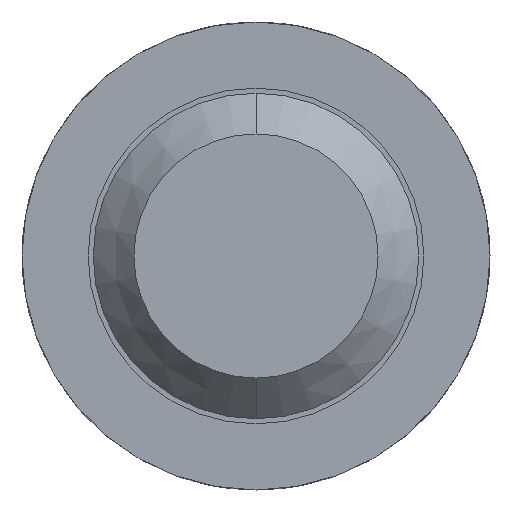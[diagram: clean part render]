
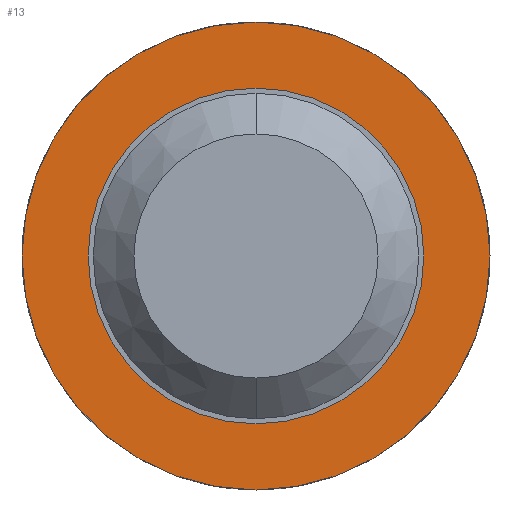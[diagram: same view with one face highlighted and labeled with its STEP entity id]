
A CAD part, front view. The second image highlights one B-rep face of the part: STEP entity #13.
In plain terms, the highlighted planar face has unit normal (0, -1, 0).
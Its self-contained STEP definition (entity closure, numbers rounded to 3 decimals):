
#13 = ADVANCED_FACE ( 'Defeature ausgef�hrt4_48', ( #1188, #2801 ), #1127, .F. ) ;
#30 = DIRECTION ( 'NONE',  ( 0., 0., 1. ) ) ;
#97 = DIRECTION ( 'NONE',  ( 0., 1., 0. ) ) ;
#222 = ORIENTED_EDGE ( 'NONE', *, *, #2352, .F. ) ;
#224 = VERTEX_POINT ( 'NONE', #2342 ) ;
#400 = EDGE_CURVE ( 'Defeature ausgef�hrt4_44+Defeature ausgef�hrt4_48+Defeature ausgef�hrt4_48+Defeature ausgef�hrt4_48', #224, #1788, #1871, .T. ) ;
#441 = ORIENTED_EDGE ( 'NONE', *, *, #2211, .T. ) ;
#447 = ORIENTED_EDGE ( 'NONE', *, *, #3161, .T. ) ;
#674 = CIRCLE ( 'NONE', #1537, 0.825 ) ;
#774 = DIRECTION ( 'NONE',  ( 0., 1., 0. ) ) ;
#798 = VERTEX_POINT ( 'NONE', #2566 ) ;
#984 = EDGE_LOOP ( 'NONE', ( #222, #1209 ) ) ;
#1125 = CARTESIAN_POINT ( 'NONE',  ( 0., -1.5, 0. ) ) ;
#1127 = PLANE ( 'NONE',  #3087 ) ;
#1142 = CARTESIAN_POINT ( 'NONE',  ( 0.825, -1.5, 0. ) ) ;
#1188 = FACE_OUTER_BOUND ( 'NONE', #984, .T. ) ;
#1209 = ORIENTED_EDGE ( 'NONE', *, *, #400, .F. ) ;
#1483 = DIRECTION ( 'NONE',  ( 0., 0., 1. ) ) ;
#1492 = DIRECTION ( 'NONE',  ( 0., 0., 1. ) ) ;
#1537 = AXIS2_PLACEMENT_3D ( 'NONE', #2635, #97, #1483 ) ;
#1709 = EDGE_LOOP ( 'NONE', ( #441, #447 ) ) ;
#1788 = VERTEX_POINT ( 'NONE', #4364 ) ;
#1871 = CIRCLE ( 'NONE', #4551, 1.15 ) ;
#1917 = DIRECTION ( 'NONE',  ( 0., 1., 0. ) ) ;
#2090 = CIRCLE ( 'NONE', #3003, 1.15 ) ;
#2183 = DIRECTION ( 'NONE',  ( 0., 1., 0. ) ) ;
#2211 = EDGE_CURVE ( 'Defeature ausgef�hrt4_48+Defeature ausgef�hrt4_47+Defeature ausgef�hrt4_47+Defeature ausgef�hrt4_47', #798, #2216, #674, .T. ) ;
#2216 = VERTEX_POINT ( 'NONE', #3632 ) ;
#2342 = CARTESIAN_POINT ( 'NONE',  ( 0., -1.5, -1.15 ) ) ;
#2352 = EDGE_CURVE ( 'Defeature ausgef�hrt4_44+Defeature ausgef�hrt4_48+Defeature ausgef�hrt4_48+Defeature ausgef�hrt4_48', #1788, #224, #2090, .T. ) ;
#2566 = CARTESIAN_POINT ( 'NONE',  ( 0., -1.5, 0.825 ) ) ;
#2635 = CARTESIAN_POINT ( 'NONE',  ( 0., -1.5, 0. ) ) ;
#2801 = FACE_BOUND ( 'NONE', #1709, .T. ) ;
#3003 = AXIS2_PLACEMENT_3D ( 'NONE', #4527, #3052, #4538 ) ;
#3052 = DIRECTION ( 'NONE',  ( 0., 1., 0. ) ) ;
#3087 = AXIS2_PLACEMENT_3D ( 'NONE', #1142, #1917, #3718 ) ;
#3161 = EDGE_CURVE ( 'Defeature ausgef�hrt4_48+Defeature ausgef�hrt4_47+Defeature ausgef�hrt4_47+Defeature ausgef�hrt4_47', #2216, #798, #4170, .T. ) ;
#3632 = CARTESIAN_POINT ( 'NONE',  ( 0., -1.5, -0.825 ) ) ;
#3668 = CARTESIAN_POINT ( 'NONE',  ( 0., -1.5, 0. ) ) ;
#3718 = DIRECTION ( 'NONE',  ( 0., 0., 1. ) ) ;
#4170 = CIRCLE ( 'NONE', #4259, 0.825 ) ;
#4259 = AXIS2_PLACEMENT_3D ( 'NONE', #1125, #2183, #30 ) ;
#4364 = CARTESIAN_POINT ( 'NONE',  ( 0., -1.5, 1.15 ) ) ;
#4527 = CARTESIAN_POINT ( 'NONE',  ( 0., -1.5, 0. ) ) ;
#4538 = DIRECTION ( 'NONE',  ( 0., 0., 1. ) ) ;
#4551 = AXIS2_PLACEMENT_3D ( 'NONE', #3668, #774, #1492 ) ;
